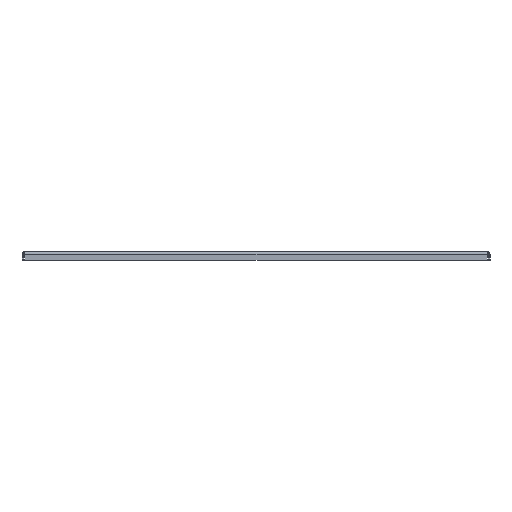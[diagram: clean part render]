
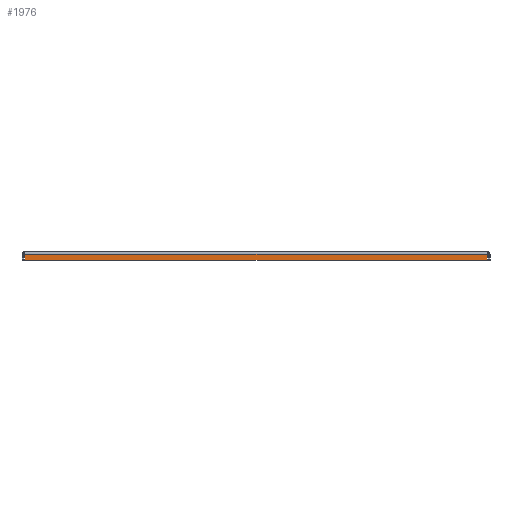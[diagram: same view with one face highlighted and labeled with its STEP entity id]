
A CAD part, left-side view. The second image highlights one B-rep face of the part: STEP entity #1976.
In plain terms, the highlighted planar face has unit normal (-1, 0, 0).
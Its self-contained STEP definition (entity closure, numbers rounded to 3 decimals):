
#202=PLANE('',#2096);
#298=FACE_OUTER_BOUND('',#429,.T.);
#429=EDGE_LOOP('',(#1676,#1677,#1678,#1679));
#581=LINE('',#3495,#756);
#586=LINE('',#3508,#761);
#593=LINE('',#3526,#768);
#595=LINE('',#3529,#770);
#756=VECTOR('',#2367,10.);
#761=VECTOR('',#2378,10.);
#768=VECTOR('',#2397,10.);
#770=VECTOR('',#2401,10.);
#968=VERTEX_POINT('',#3493);
#969=VERTEX_POINT('',#3494);
#974=VERTEX_POINT('',#3506);
#979=VERTEX_POINT('',#3525);
#1208=EDGE_CURVE('',#968,#969,#581,.T.);
#1215=EDGE_CURVE('',#969,#974,#586,.T.);
#1224=EDGE_CURVE('',#979,#968,#593,.T.);
#1226=EDGE_CURVE('',#974,#979,#595,.T.);
#1676=ORIENTED_EDGE('',*,*,#1208,.T.);
#1677=ORIENTED_EDGE('',*,*,#1215,.T.);
#1678=ORIENTED_EDGE('',*,*,#1226,.T.);
#1679=ORIENTED_EDGE('',*,*,#1224,.T.);
#1976=ADVANCED_FACE('',(#298),#202,.T.);
#2096=AXIS2_PLACEMENT_3D('',#3532,#2405,#2406);
#2367=DIRECTION('',(0.,1.,0.));
#2378=DIRECTION('',(0.,0.,-1.));
#2397=DIRECTION('',(0.,0.,1.));
#2401=DIRECTION('',(0.,-1.,0.));
#2405=DIRECTION('center_axis',(-1.,0.,0.));
#2406=DIRECTION('ref_axis',(0.,0.,1.));
#3493=CARTESIAN_POINT('',(0.,3.414,-1.));
#3494=CARTESIAN_POINT('',(0.,546.586,-1.));
#3495=CARTESIAN_POINT('',(0.,275.,-1.));
#3506=CARTESIAN_POINT('',(0.,546.586,-8.));
#3508=CARTESIAN_POINT('',(0.,546.586,1.513));
#3525=CARTESIAN_POINT('',(0.,3.414,-8.));
#3526=CARTESIAN_POINT('',(0.,3.414,-1.));
#3529=CARTESIAN_POINT('',(0.,3.414,-8.));
#3532=CARTESIAN_POINT('Origin',(0.,275.,-3.243));
